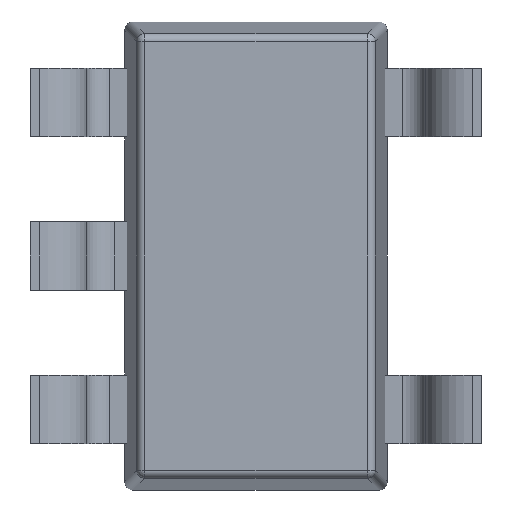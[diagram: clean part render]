
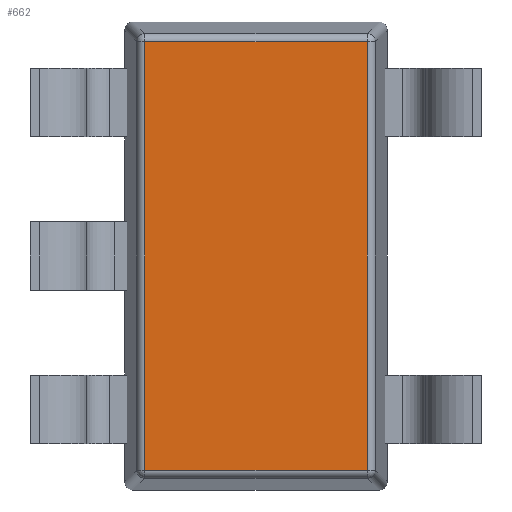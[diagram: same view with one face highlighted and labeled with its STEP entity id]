
A CAD part, front view. The second image highlights one B-rep face of the part: STEP entity #662.
In plain terms, the highlighted planar face has unit normal (0, -1, 0).
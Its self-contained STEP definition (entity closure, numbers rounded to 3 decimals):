
#658 = ORIENTED_EDGE ( 'NONE', *, *, #771, .F. ) ;
#659 = ORIENTED_EDGE ( 'NONE', *, *, #667, .T. ) ;
#662 = ADVANCED_FACE ( 'NONE', ( #2522 ), #2506, .F. ) ;
#663 = ORIENTED_EDGE ( 'NONE', *, *, #866, .T. ) ;
#665 = EDGE_LOOP ( 'NONE', ( #663, #659, #658, #706 ) ) ;
#666 = VERTEX_POINT ( 'NONE', #2561 ) ;
#667 = EDGE_CURVE ( 'NONE', #864, #666, #2560, .T. ) ;
#705 = VERTEX_POINT ( 'NONE', #2575 ) ;
#706 = ORIENTED_EDGE ( 'NONE', *, *, #735, .T. ) ;
#735 = EDGE_CURVE ( 'NONE', #705, #867, #2616, .T. ) ;
#771 = EDGE_CURVE ( 'NONE', #705, #666, #2712, .T. ) ;
#864 = VERTEX_POINT ( 'NONE', #2915 ) ;
#866 = EDGE_CURVE ( 'NONE', #867, #864, #2914, .T. ) ;
#867 = VERTEX_POINT ( 'NONE', #2910 ) ;
#2501 = DIRECTION ( 'NONE',  ( 0., 0., 1. ) ) ;
#2502 = DIRECTION ( 'NONE',  ( 0., 1., 0. ) ) ;
#2503 = CARTESIAN_POINT ( 'NONE',  ( 0.69, -0.733, 1.45 ) ) ;
#2504 = AXIS2_PLACEMENT_3D ( 'NONE', #2503, #2502, #2501 ) ;
#2506 = PLANE ( 'NONE',  #2504 ) ;
#2522 = FACE_OUTER_BOUND ( 'NONE', #665, .T. ) ;
#2557 = DIRECTION ( 'NONE',  ( 1., 0., 0. ) ) ;
#2558 = VECTOR ( 'NONE', #2557, 1000. ) ;
#2559 = CARTESIAN_POINT ( 'NONE',  ( 0.69, -0.733, -1.328 ) ) ;
#2560 = LINE ( 'NONE', #2559, #2558 ) ;
#2561 = CARTESIAN_POINT ( 'NONE',  ( 0.69, -0.733, -1.328 ) ) ;
#2575 = CARTESIAN_POINT ( 'NONE',  ( 0.69, -0.733, 1.328 ) ) ;
#2613 = DIRECTION ( 'NONE',  ( -1., 0., 0. ) ) ;
#2614 = VECTOR ( 'NONE', #2613, 1000. ) ;
#2615 = CARTESIAN_POINT ( 'NONE',  ( -0.69, -0.733, 1.328 ) ) ;
#2616 = LINE ( 'NONE', #2615, #2614 ) ;
#2709 = DIRECTION ( 'NONE',  ( 0., 0., -1. ) ) ;
#2710 = VECTOR ( 'NONE', #2709, 1000. ) ;
#2711 = CARTESIAN_POINT ( 'NONE',  ( 0.69, -0.733, 1.45 ) ) ;
#2712 = LINE ( 'NONE', #2711, #2710 ) ;
#2910 = CARTESIAN_POINT ( 'NONE',  ( -0.69, -0.733, 1.328 ) ) ;
#2911 = DIRECTION ( 'NONE',  ( 0., 0., -1. ) ) ;
#2912 = VECTOR ( 'NONE', #2911, 1000. ) ;
#2913 = CARTESIAN_POINT ( 'NONE',  ( -0.69, -0.733, 1.45 ) ) ;
#2914 = LINE ( 'NONE', #2913, #2912 ) ;
#2915 = CARTESIAN_POINT ( 'NONE',  ( -0.69, -0.733, -1.328 ) ) ;
